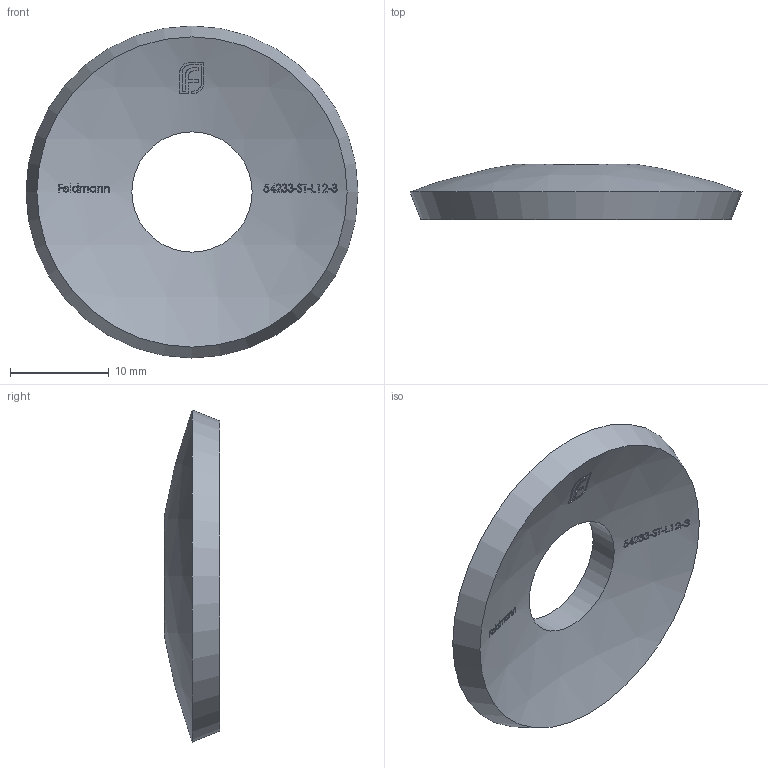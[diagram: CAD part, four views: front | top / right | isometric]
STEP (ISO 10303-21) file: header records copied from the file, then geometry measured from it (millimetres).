
FILE_DESCRIPTION (( 'STEP AP203' ), '1' );
FILE_NAME ('54233-ST-L12-3.step', '2022-05-05T12:53:45', ( '' ), ( '' ), 'SwSTEP 2.0', 'SolidWorks 2018', '' );
FILE_SCHEMA (( 'CONFIG_CONTROL_DESIGN' ));
Length unit declared in the file: millimetre
Products named in the file (1): 54233-ST-L12-3
Bounding box: 33.7 x 5.59 x 33.7 mm (x, y, z)
Volume: 2242.5 mm3; surface area: 1929.7 mm2
Topology: 1 solids, 1 shells, 326 faces, 891 edges, 594 vertices
Faces by surface type: plane 150, bspline 145, sphere 29, cone 1, cylinder 1
Full cylindrical faces by diameter (mm): 12.2 x1
Entity records: 15478 total; most frequent: CARTESIAN_POINT 7833, ORIENTED_EDGE 1778, DIRECTION 1267, EDGE_CURVE 889, VERTEX_POINT 594, AXIS2_PLACEMENT_3D 486, EDGE_LOOP 357, FACE_OUTER_BOUND 329
